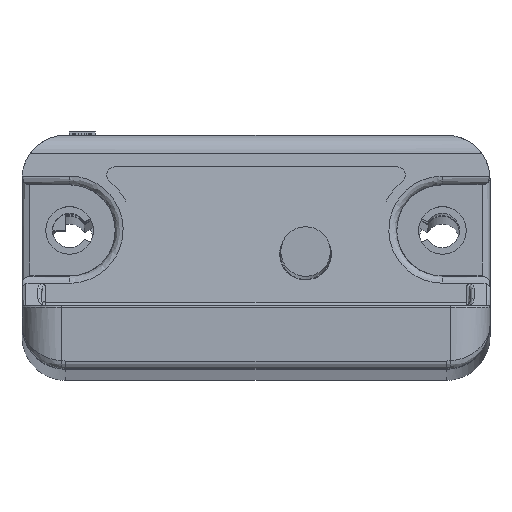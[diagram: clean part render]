
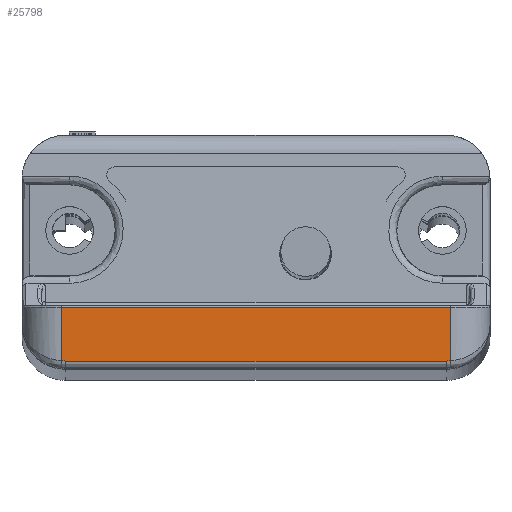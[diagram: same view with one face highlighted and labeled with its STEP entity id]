
A CAD part, top view. The second image highlights one B-rep face of the part: STEP entity #25798.
In plain terms, the highlighted planar face has unit normal (0, 0, 1).
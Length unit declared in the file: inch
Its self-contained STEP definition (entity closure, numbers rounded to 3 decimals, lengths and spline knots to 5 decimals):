
#22132=CARTESIAN_POINT('',(0.48,0.11,15.907));
#22133=DIRECTION('',(0.,0.,-1.));
#22134=DIRECTION('',(0.111,-0.994,0.));
#22135=AXIS2_PLACEMENT_3D('',#22132,#22133,#22134);
#22146=DIRECTION('',(-1.,0.,0.));
#22147=VECTOR('',#22146,0.96);
#22148=CARTESIAN_POINT('',(0.48,0.02,15.907));
#22149=LINE('',#22148,#22147);
#22229=CARTESIAN_POINT('',(-0.49,0.02056,
15.907));
#22276=DIRECTION('',(0.,-1.,0.));
#22277=VECTOR('',#22276,0.13444);
#22278=CARTESIAN_POINT('',(-0.49,0.155,15.907));
#22279=LINE('',#22278,#22277);
#22744=DIRECTION('',(0.,1.,0.));
#22745=VECTOR('',#22744,0.13444);
#22746=CARTESIAN_POINT('',(0.49,0.02056,
15.907));
#22747=LINE('',#22746,#22745);
#22835=DIRECTION('',(1.,0.,0.));
#22836=VECTOR('',#22835,0.98);
#22837=CARTESIAN_POINT('',(-0.49,0.155,15.907));
#22838=LINE('',#22837,#22836);
#22849=CARTESIAN_POINT('',(-0.48,0.11,15.907));
#22850=DIRECTION('',(0.,0.,-1.));
#22851=DIRECTION('',(0.,-1.,0.));
#22852=AXIS2_PLACEMENT_3D('',#22849,#22850,#22851);
#24760=VERTEX_POINT('',#22229);
#24763=CARTESIAN_POINT('',(-0.48,0.02,15.907));
#24764=VERTEX_POINT('',#24763);
#24767=CARTESIAN_POINT('',(0.48,0.02,15.907));
#24768=VERTEX_POINT('',#24767);
#24771=CARTESIAN_POINT('',(0.49,0.02056,15.907));
#24772=VERTEX_POINT('',#24771);
#24778=CARTESIAN_POINT('',(0.49,0.155,15.907));
#24780=VERTEX_POINT('',#24778);
#24784=CARTESIAN_POINT('',(-0.49,0.155,15.907));
#24785=VERTEX_POINT('',#24784);
#25783=CARTESIAN_POINT('',(-0.59,0.,15.907));
#25784=DIRECTION('',(0.,0.,1.));
#25785=DIRECTION('',(1.,0.,0.));
#25786=AXIS2_PLACEMENT_3D('',#25783,#25784,#25785);
#25787=PLANE('',#25786);
#25789=ORIENTED_EDGE('',*,*,#25788,.T.);
#25790=ORIENTED_EDGE('',*,*,#25723,.F.);
#25791=ORIENTED_EDGE('',*,*,#25170,.T.);
#25792=ORIENTED_EDGE('',*,*,#25186,.T.);
#25794=ORIENTED_EDGE('',*,*,#25793,.T.);
#25795=ORIENTED_EDGE('',*,*,#25297,.F.);
#25796=EDGE_LOOP('',(#25789,#25790,#25791,#25792,#25794,#25795));
#25797=FACE_OUTER_BOUND('',#25796,.F.);
#25798=ADVANCED_FACE('',(#25797),#25787,.T.);
#22136=CIRCLE('',#22135,0.09);
#22853=CIRCLE('',#22852,0.09);
#25170=EDGE_CURVE('',#24772,#24768,#22136,.T.);
#25186=EDGE_CURVE('',#24768,#24764,#22149,.T.);
#25297=EDGE_CURVE('',#24785,#24760,#22279,.T.);
#25723=EDGE_CURVE('',#24772,#24780,#22747,.T.);
#25788=EDGE_CURVE('',#24785,#24780,#22838,.T.);
#25793=EDGE_CURVE('',#24764,#24760,#22853,.T.);
